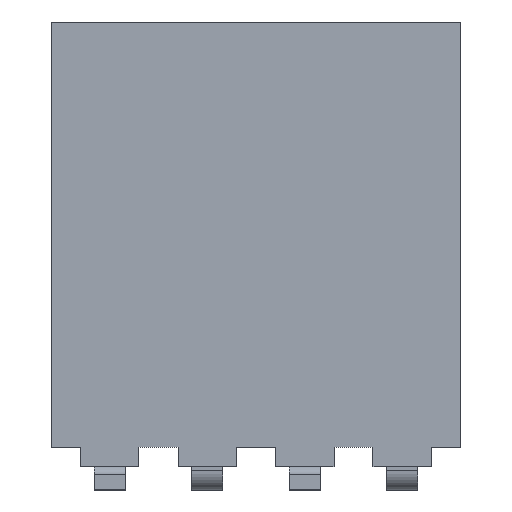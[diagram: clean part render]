
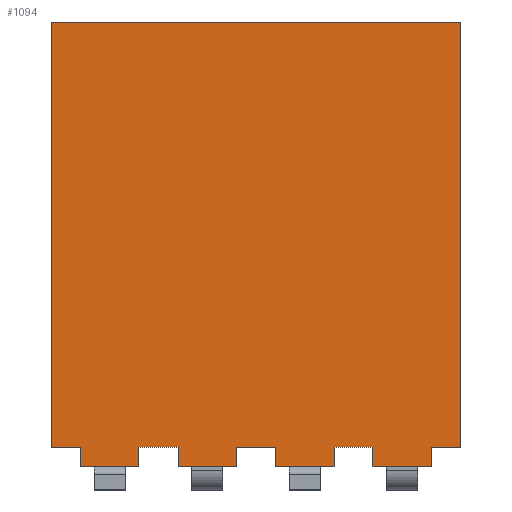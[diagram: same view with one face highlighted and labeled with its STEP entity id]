
A CAD part, front view. The second image highlights one B-rep face of the part: STEP entity #1094.
In plain terms, the highlighted face is planar.
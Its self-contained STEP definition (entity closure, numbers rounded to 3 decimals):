
#178 = VERTEX_POINT('',#179);
#179 = CARTESIAN_POINT('',(-1.524,0.,1.27));
#185 = EDGE_CURVE('',#186,#178,#188,.T.);
#186 = VERTEX_POINT('',#187);
#187 = CARTESIAN_POINT('',(-2.286,0.,1.27));
#188 = LINE('',#189,#190);
#189 = CARTESIAN_POINT('',(-2.667,0.,1.27));
#190 = VECTOR('',#191,1.);
#191 = DIRECTION('',(1.,0.,0.));
#207 = EDGE_CURVE('',#208,#210,#212,.T.);
#208 = VERTEX_POINT('',#209);
#209 = CARTESIAN_POINT('',(-1.016,0.,1.27));
#210 = VERTEX_POINT('',#211);
#211 = CARTESIAN_POINT('',(-0.254,0.,1.27));
#212 = LINE('',#213,#214);
#213 = CARTESIAN_POINT('',(-2.667,0.,1.27));
#214 = VECTOR('',#215,1.);
#215 = DIRECTION('',(1.,0.,0.));
#247 = EDGE_CURVE('',#248,#250,#252,.T.);
#248 = VERTEX_POINT('',#249);
#249 = CARTESIAN_POINT('',(0.254,0.,1.27));
#250 = VERTEX_POINT('',#251);
#251 = CARTESIAN_POINT('',(1.016,0.,1.27));
#252 = LINE('',#253,#254);
#253 = CARTESIAN_POINT('',(-2.667,0.,1.27));
#254 = VECTOR('',#255,1.);
#255 = DIRECTION('',(1.,0.,0.));
#682 = VERTEX_POINT('',#683);
#683 = CARTESIAN_POINT('',(-2.667,0.254,1.27));
#689 = EDGE_CURVE('',#690,#682,#692,.T.);
#690 = VERTEX_POINT('',#691);
#691 = CARTESIAN_POINT('',(-2.667,5.791,1.27));
#692 = LINE('',#693,#694);
#693 = CARTESIAN_POINT('',(-2.667,5.791,1.27));
#694 = VECTOR('',#695,1.);
#695 = DIRECTION('',(0.,-1.,0.));
#711 = EDGE_CURVE('',#712,#714,#716,.T.);
#712 = VERTEX_POINT('',#713);
#713 = CARTESIAN_POINT('',(2.667,5.791,1.27));
#714 = VERTEX_POINT('',#715);
#715 = CARTESIAN_POINT('',(2.667,0.254,1.27));
#716 = LINE('',#717,#718);
#717 = CARTESIAN_POINT('',(2.667,5.791,1.27));
#718 = VECTOR('',#719,1.);
#719 = DIRECTION('',(0.,-1.,0.));
#791 = EDGE_CURVE('',#792,#794,#796,.T.);
#792 = VERTEX_POINT('',#793);
#793 = CARTESIAN_POINT('',(1.524,0.,1.27));
#794 = VERTEX_POINT('',#795);
#795 = CARTESIAN_POINT('',(2.286,0.,1.27));
#796 = LINE('',#797,#798);
#797 = CARTESIAN_POINT('',(-2.667,0.,1.27));
#798 = VECTOR('',#799,1.);
#799 = DIRECTION('',(1.,0.,0.));
#838 = EDGE_CURVE('',#690,#712,#839,.T.);
#839 = LINE('',#840,#841);
#840 = CARTESIAN_POINT('',(-2.667,5.791,1.27));
#841 = VECTOR('',#842,1.);
#842 = DIRECTION('',(1.,0.,0.));
#1094 = ADVANCED_FACE('',(#1095),#1198,.F.);
#1095 = FACE_BOUND('',#1096,.T.);
#1096 = EDGE_LOOP('',(#1097,#1098,#1106,#1114,#1120,#1121,#1129,#1137,
    #1143,#1144,#1152,#1160,#1166,#1167,#1175,#1181,#1182,#1183,#1184,
    #1192));
#1097 = ORIENTED_EDGE('',*,*,#185,.T.);
#1098 = ORIENTED_EDGE('',*,*,#1099,.F.);
#1099 = EDGE_CURVE('',#1100,#178,#1102,.T.);
#1100 = VERTEX_POINT('',#1101);
#1101 = CARTESIAN_POINT('',(-1.524,0.254,1.27));
#1102 = LINE('',#1103,#1104);
#1103 = CARTESIAN_POINT('',(-1.524,0.254,1.27));
#1104 = VECTOR('',#1105,1.);
#1105 = DIRECTION('',(0.,-1.,0.));
#1106 = ORIENTED_EDGE('',*,*,#1107,.F.);
#1107 = EDGE_CURVE('',#1108,#1100,#1110,.T.);
#1108 = VERTEX_POINT('',#1109);
#1109 = CARTESIAN_POINT('',(-1.016,0.254,1.27));
#1110 = LINE('',#1111,#1112);
#1111 = CARTESIAN_POINT('',(-1.016,0.254,1.27));
#1112 = VECTOR('',#1113,1.);
#1113 = DIRECTION('',(-1.,0.,0.));
#1114 = ORIENTED_EDGE('',*,*,#1115,.F.);
#1115 = EDGE_CURVE('',#208,#1108,#1116,.T.);
#1116 = LINE('',#1117,#1118);
#1117 = CARTESIAN_POINT('',(-1.016,0.,1.27));
#1118 = VECTOR('',#1119,1.);
#1119 = DIRECTION('',(0.,1.,0.));
#1120 = ORIENTED_EDGE('',*,*,#207,.T.);
#1121 = ORIENTED_EDGE('',*,*,#1122,.F.);
#1122 = EDGE_CURVE('',#1123,#210,#1125,.T.);
#1123 = VERTEX_POINT('',#1124);
#1124 = CARTESIAN_POINT('',(-0.254,0.254,1.27));
#1125 = LINE('',#1126,#1127);
#1126 = CARTESIAN_POINT('',(-0.254,0.254,1.27));
#1127 = VECTOR('',#1128,1.);
#1128 = DIRECTION('',(0.,-1.,0.));
#1129 = ORIENTED_EDGE('',*,*,#1130,.F.);
#1130 = EDGE_CURVE('',#1131,#1123,#1133,.T.);
#1131 = VERTEX_POINT('',#1132);
#1132 = CARTESIAN_POINT('',(0.254,0.254,1.27));
#1133 = LINE('',#1134,#1135);
#1134 = CARTESIAN_POINT('',(0.254,0.254,1.27));
#1135 = VECTOR('',#1136,1.);
#1136 = DIRECTION('',(-1.,0.,0.));
#1137 = ORIENTED_EDGE('',*,*,#1138,.F.);
#1138 = EDGE_CURVE('',#248,#1131,#1139,.T.);
#1139 = LINE('',#1140,#1141);
#1140 = CARTESIAN_POINT('',(0.254,0.,1.27));
#1141 = VECTOR('',#1142,1.);
#1142 = DIRECTION('',(0.,1.,0.));
#1143 = ORIENTED_EDGE('',*,*,#247,.T.);
#1144 = ORIENTED_EDGE('',*,*,#1145,.F.);
#1145 = EDGE_CURVE('',#1146,#250,#1148,.T.);
#1146 = VERTEX_POINT('',#1147);
#1147 = CARTESIAN_POINT('',(1.016,0.254,1.27));
#1148 = LINE('',#1149,#1150);
#1149 = CARTESIAN_POINT('',(1.016,0.254,1.27));
#1150 = VECTOR('',#1151,1.);
#1151 = DIRECTION('',(0.,-1.,0.));
#1152 = ORIENTED_EDGE('',*,*,#1153,.F.);
#1153 = EDGE_CURVE('',#1154,#1146,#1156,.T.);
#1154 = VERTEX_POINT('',#1155);
#1155 = CARTESIAN_POINT('',(1.524,0.254,1.27));
#1156 = LINE('',#1157,#1158);
#1157 = CARTESIAN_POINT('',(1.524,0.254,1.27));
#1158 = VECTOR('',#1159,1.);
#1159 = DIRECTION('',(-1.,0.,0.));
#1160 = ORIENTED_EDGE('',*,*,#1161,.F.);
#1161 = EDGE_CURVE('',#792,#1154,#1162,.T.);
#1162 = LINE('',#1163,#1164);
#1163 = CARTESIAN_POINT('',(1.524,0.,1.27));
#1164 = VECTOR('',#1165,1.);
#1165 = DIRECTION('',(0.,1.,0.));
#1166 = ORIENTED_EDGE('',*,*,#791,.T.);
#1167 = ORIENTED_EDGE('',*,*,#1168,.F.);
#1168 = EDGE_CURVE('',#1169,#794,#1171,.T.);
#1169 = VERTEX_POINT('',#1170);
#1170 = CARTESIAN_POINT('',(2.286,0.254,1.27));
#1171 = LINE('',#1172,#1173);
#1172 = CARTESIAN_POINT('',(2.286,0.254,1.27));
#1173 = VECTOR('',#1174,1.);
#1174 = DIRECTION('',(0.,-1.,0.));
#1175 = ORIENTED_EDGE('',*,*,#1176,.F.);
#1176 = EDGE_CURVE('',#714,#1169,#1177,.T.);
#1177 = LINE('',#1178,#1179);
#1178 = CARTESIAN_POINT('',(2.794,0.254,1.27));
#1179 = VECTOR('',#1180,1.);
#1180 = DIRECTION('',(-1.,0.,0.));
#1181 = ORIENTED_EDGE('',*,*,#711,.F.);
#1182 = ORIENTED_EDGE('',*,*,#838,.F.);
#1183 = ORIENTED_EDGE('',*,*,#689,.T.);
#1184 = ORIENTED_EDGE('',*,*,#1185,.F.);
#1185 = EDGE_CURVE('',#1186,#682,#1188,.T.);
#1186 = VERTEX_POINT('',#1187);
#1187 = CARTESIAN_POINT('',(-2.286,0.254,1.27));
#1188 = LINE('',#1189,#1190);
#1189 = CARTESIAN_POINT('',(-2.286,0.254,1.27));
#1190 = VECTOR('',#1191,1.);
#1191 = DIRECTION('',(-1.,0.,0.));
#1192 = ORIENTED_EDGE('',*,*,#1193,.F.);
#1193 = EDGE_CURVE('',#186,#1186,#1194,.T.);
#1194 = LINE('',#1195,#1196);
#1195 = CARTESIAN_POINT('',(-2.286,0.,1.27));
#1196 = VECTOR('',#1197,1.);
#1197 = DIRECTION('',(0.,1.,0.));
#1198 = PLANE('',#1199);
#1199 = AXIS2_PLACEMENT_3D('',#1200,#1201,#1202);
#1200 = CARTESIAN_POINT('',(-2.667,5.791,1.27));
#1201 = DIRECTION('',(0.,0.,-1.));
#1202 = DIRECTION('',(-1.,0.,0.));
